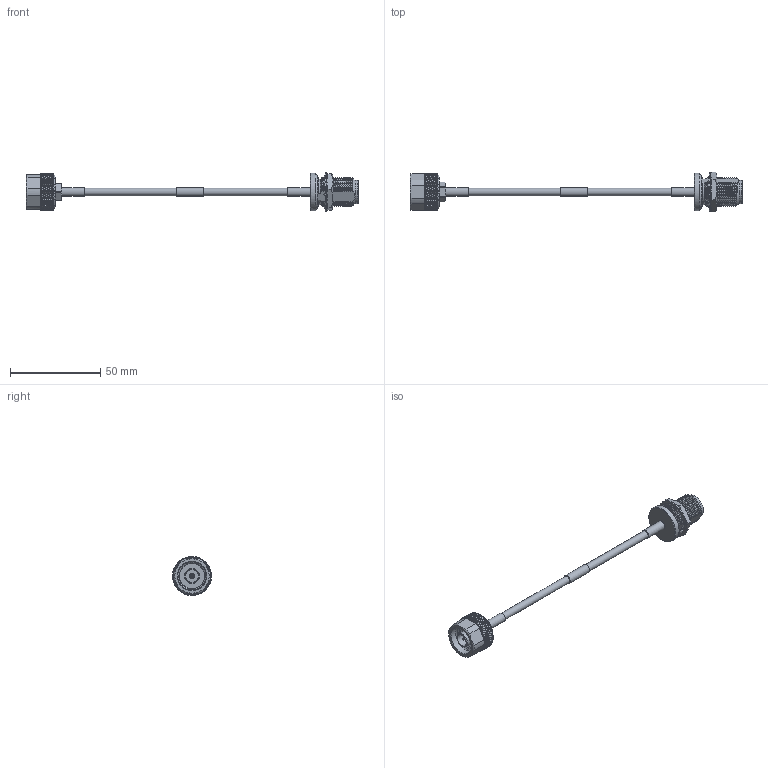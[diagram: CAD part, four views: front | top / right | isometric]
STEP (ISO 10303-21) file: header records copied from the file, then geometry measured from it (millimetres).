
FILE_DESCRIPTION (( 'STEP AP203' ), '1' );
FILE_NAME ('PE3CA1050.step', '2019-10-21T15:43:10', ( '' ), ( '' ), 'SwSTEP 2.0', 'SolidWorks 2018', '' );
FILE_SCHEMA (( 'CONFIG_CONTROL_DESIGN' ));
Products named in the file (1): PE3CA1050
Bounding box: 183.64 x 21.81 x 21.57 mm (x, y, z)
Volume: 10650.3 mm3; surface area: 9004.6 mm2
Topology: 4 solids, 4 shells, 2199 faces, 5002 edges, 2827 vertices
Faces by surface type: bspline 1553, cylinder 439, plane 112, cone 94, torus 1
Full cylindrical faces by diameter (mm): 1.27 x1, 1.524 x1, 2.286 x1, 2.794 x1, 4.14 x2, 4.902 x3, 6.985 x1, 7.112 x1, 8.255 x1, 8.636 x1, 12.94 x1, 15.875 x5, 15.892 x1, 19.625 x1, 21 x1, 21.59 x1
Entity records: 148897 total; most frequent: CARTESIAN_POINT 117763, ORIENTED_EDGE 9898, EDGE_CURVE 4949, VERTEX_POINT 2810, EDGE_LOOP 2245, FACE_OUTER_BOUND 2213, ADVANCED_FACE 2194, DIRECTION 2165
